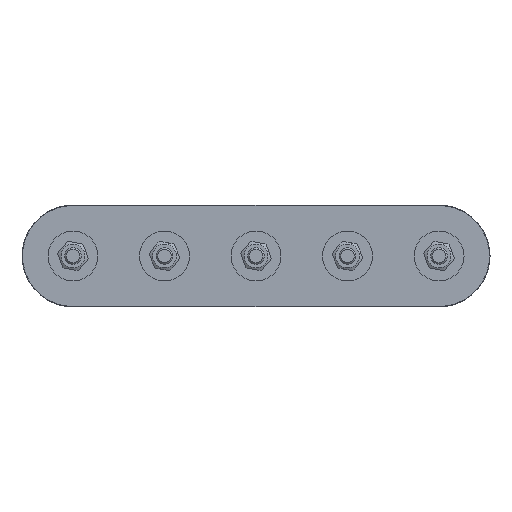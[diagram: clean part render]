
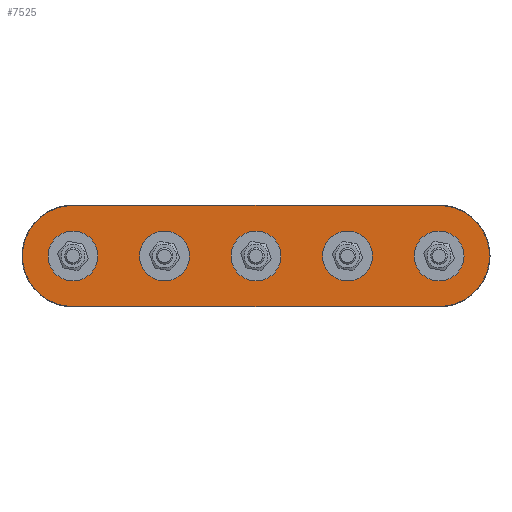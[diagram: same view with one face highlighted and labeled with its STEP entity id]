
A CAD part, front view. The second image highlights one B-rep face of the part: STEP entity #7525.
In plain terms, the highlighted planar face has unit normal (0, -1, 0).
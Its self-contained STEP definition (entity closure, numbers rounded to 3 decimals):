
#552=FACE_BOUND('',#2450,.T.);
#553=FACE_BOUND('',#2451,.T.);
#554=FACE_BOUND('',#2452,.T.);
#555=FACE_BOUND('',#2453,.T.);
#556=FACE_BOUND('',#2454,.T.);
#671=PLANE('',#8685);
#824=LINE('',#13783,#993);
#825=LINE('',#13786,#994);
#993=VECTOR('',#11133,10.);
#994=VECTOR('',#11136,10.);
#1587=FACE_OUTER_BOUND('',#2449,.T.);
#2449=EDGE_LOOP('',(#6568,#6569,#6570,#6571));
#2450=EDGE_LOOP('',(#6572));
#2451=EDGE_LOOP('',(#6573));
#2452=EDGE_LOOP('',(#6574));
#2453=EDGE_LOOP('',(#6575));
#2454=EDGE_LOOP('',(#6576));
#2606=CIRCLE('',#7762,4.);
#2729=CIRCLE('',#7987,4.);
#2852=CIRCLE('',#8212,4.);
#2975=CIRCLE('',#8437,4.);
#3104=CIRCLE('',#8669,4.);
#3110=CIRCLE('',#8686,24.3);
#3111=CIRCLE('',#8687,24.3);
#3259=VERTEX_POINT('',#11652);
#3400=VERTEX_POINT('',#12152);
#3541=VERTEX_POINT('',#12652);
#3682=VERTEX_POINT('',#13152);
#3835=VERTEX_POINT('',#13720);
#3847=VERTEX_POINT('',#13779);
#3848=VERTEX_POINT('',#13780);
#3849=VERTEX_POINT('',#13782);
#3850=VERTEX_POINT('',#13784);
#4020=EDGE_CURVE('',#3259,#3259,#2606,.T.);
#4198=EDGE_CURVE('',#3400,#3400,#2729,.T.);
#4376=EDGE_CURVE('',#3541,#3541,#2852,.T.);
#4554=EDGE_CURVE('',#3682,#3682,#2975,.T.);
#4746=EDGE_CURVE('',#3835,#3835,#3104,.T.);
#4767=EDGE_CURVE('',#3847,#3848,#3110,.T.);
#4768=EDGE_CURVE('',#3849,#3847,#824,.T.);
#4769=EDGE_CURVE('',#3850,#3849,#3111,.T.);
#4770=EDGE_CURVE('',#3848,#3850,#825,.T.);
#6568=ORIENTED_EDGE('',*,*,#4767,.F.);
#6569=ORIENTED_EDGE('',*,*,#4768,.F.);
#6570=ORIENTED_EDGE('',*,*,#4769,.F.);
#6571=ORIENTED_EDGE('',*,*,#4770,.F.);
#6572=ORIENTED_EDGE('',*,*,#4020,.T.);
#6573=ORIENTED_EDGE('',*,*,#4198,.T.);
#6574=ORIENTED_EDGE('',*,*,#4376,.T.);
#6575=ORIENTED_EDGE('',*,*,#4554,.T.);
#6576=ORIENTED_EDGE('',*,*,#4746,.T.);
#7525=ADVANCED_FACE('',(#1587,#552,#553,#554,#555,#556),#671,.T.);
#7762=AXIS2_PLACEMENT_3D('',#11654,#9158,#9159);
#7987=AXIS2_PLACEMENT_3D('',#12154,#9637,#9638);
#8212=AXIS2_PLACEMENT_3D('',#12654,#10116,#10117);
#8437=AXIS2_PLACEMENT_3D('',#13154,#10595,#10596);
#8669=AXIS2_PLACEMENT_3D('',#13722,#11089,#11090);
#8685=AXIS2_PLACEMENT_3D('',#13778,#11129,#11130);
#8686=AXIS2_PLACEMENT_3D('',#13781,#11131,#11132);
#8687=AXIS2_PLACEMENT_3D('',#13785,#11134,#11135);
#9158=DIRECTION('center_axis',(0.,1.,0.));
#9159=DIRECTION('ref_axis',(0.985,0.,-0.174));
#9637=DIRECTION('center_axis',(0.,1.,0.));
#9638=DIRECTION('ref_axis',(0.985,0.,-0.174));
#10116=DIRECTION('center_axis',(0.,1.,0.));
#10117=DIRECTION('ref_axis',(0.985,0.,-0.174));
#10595=DIRECTION('center_axis',(0.,1.,0.));
#10596=DIRECTION('ref_axis',(-0.985,0.,0.174));
#11089=DIRECTION('center_axis',(0.,1.,0.));
#11090=DIRECTION('ref_axis',(0.985,0.,-0.174));
#11129=DIRECTION('center_axis',(0.,-1.,0.));
#11130=DIRECTION('ref_axis',(1.,0.,0.));
#11131=DIRECTION('center_axis',(0.,1.,0.));
#11132=DIRECTION('ref_axis',(-1.,0.,0.));
#11133=DIRECTION('',(-1.,0.,0.));
#11134=DIRECTION('center_axis',(0.,1.,0.));
#11135=DIRECTION('ref_axis',(1.,0.,0.));
#11136=DIRECTION('',(1.,0.,0.));
#11652=CARTESIAN_POINT('',(84.061,0.,0.695));
#11654=CARTESIAN_POINT('Origin',(88.,0.,0.));
#12152=CARTESIAN_POINT('',(40.061,0.,0.695));
#12154=CARTESIAN_POINT('Origin',(44.,0.,0.));
#12652=CARTESIAN_POINT('',(-3.939,0.,0.695));
#12654=CARTESIAN_POINT('Origin',(0.,0.,
0.));
#13152=CARTESIAN_POINT('',(-40.061,0.,-0.695));
#13154=CARTESIAN_POINT('Origin',(-44.,0.,0.));
#13720=CARTESIAN_POINT('',(-91.939,0.,0.695));
#13722=CARTESIAN_POINT('Origin',(-88.,0.,0.));
#13778=CARTESIAN_POINT('Origin',(44.,0.,0.));
#13779=CARTESIAN_POINT('',(-88.,0.,-24.3));
#13780=CARTESIAN_POINT('',(-88.,0.,24.3));
#13781=CARTESIAN_POINT('Origin',(-88.,0.,0.));
#13782=CARTESIAN_POINT('',(88.,0.,-24.3));
#13783=CARTESIAN_POINT('',(22.,0.,-24.3));
#13784=CARTESIAN_POINT('',(88.,0.,24.3));
#13785=CARTESIAN_POINT('Origin',(88.,0.,0.));
#13786=CARTESIAN_POINT('',(66.,0.,24.3));
